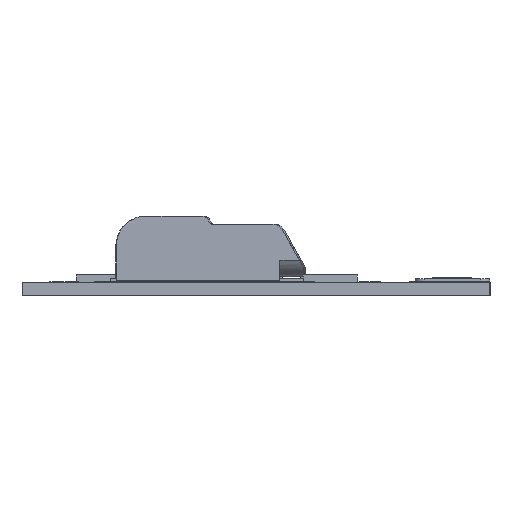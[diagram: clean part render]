
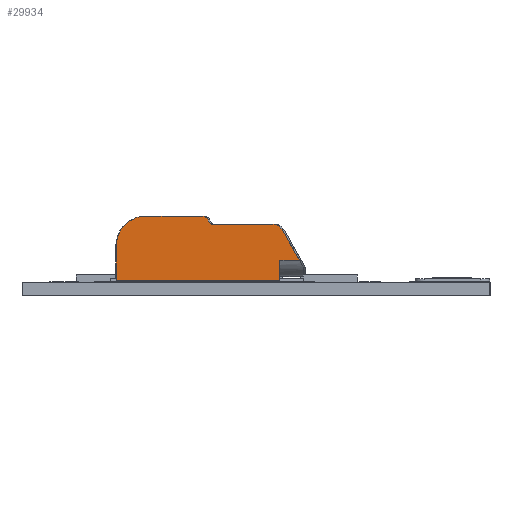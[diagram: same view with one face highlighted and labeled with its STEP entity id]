
A CAD part, left-side view. The second image highlights one B-rep face of the part: STEP entity #29934.
In plain terms, the highlighted face is planar.
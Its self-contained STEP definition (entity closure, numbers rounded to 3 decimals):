
#2619=PLANE('',#31217);
#4148=FACE_OUTER_BOUND('',#5896,.T.);
#5896=EDGE_LOOP('',(#26768,#26769,#26770,#26771,#26772,#26773,#26774,#26775,
#26776,#26777,#26778,#26779));
#6052=CIRCLE('',#31192,0.2);
#6053=CIRCLE('',#31195,0.5);
#6063=CIRCLE('',#31218,0.75);
#6064=CIRCLE('',#31219,2.);
#9010=LINE('',#50299,#12032);
#9048=LINE('',#50427,#12070);
#9054=LINE('',#50440,#12076);
#9057=LINE('',#50448,#12079);
#9064=LINE('',#50513,#12086);
#9073=LINE('',#50536,#12095);
#9074=LINE('',#50538,#12096);
#9075=LINE('',#50541,#12097);
#12032=VECTOR('',#36612,2.35);
#12070=VECTOR('',#36718,4.085);
#12076=VECTOR('',#36730,0.231);
#12079=VECTOR('',#36739,3.794);
#12086=VECTOR('',#36774,1.339);
#12095=VECTOR('',#36797,1.364);
#12096=VECTOR('',#36798,2.379);
#12097=VECTOR('',#36803,11.1);
#14732=VERTEX_POINT('',#50296);
#14733=VERTEX_POINT('',#50298);
#14768=VERTEX_POINT('',#50424);
#14769=VERTEX_POINT('',#50426);
#14772=VERTEX_POINT('',#50434);
#14773=VERTEX_POINT('',#50438);
#14774=VERTEX_POINT('',#50442);
#14775=VERTEX_POINT('',#50446);
#14790=VERTEX_POINT('',#50510);
#14791=VERTEX_POINT('',#50512);
#14798=VERTEX_POINT('',#50535);
#14799=VERTEX_POINT('',#50537);
#18701=EDGE_CURVE('',#14732,#14733,#9010,.T.);
#18756=EDGE_CURVE('',#14768,#14769,#9048,.T.);
#18761=EDGE_CURVE('',#14772,#14768,#6052,.T.);
#18763=EDGE_CURVE('',#14773,#14772,#9054,.T.);
#18765=EDGE_CURVE('',#14774,#14773,#6053,.T.);
#18767=EDGE_CURVE('',#14775,#14774,#9057,.T.);
#18786=EDGE_CURVE('',#14791,#14790,#9064,.T.);
#18799=EDGE_CURVE('',#14791,#14798,#9073,.T.);
#18800=EDGE_CURVE('',#14799,#14790,#9074,.T.);
#18801=EDGE_CURVE('',#14769,#14799,#6063,.T.);
#18802=EDGE_CURVE('',#14733,#14775,#6064,.T.);
#18803=EDGE_CURVE('',#14798,#14732,#9075,.T.);
#26768=ORIENTED_EDGE('',*,*,#18799,.F.);
#26769=ORIENTED_EDGE('',*,*,#18786,.T.);
#26770=ORIENTED_EDGE('',*,*,#18800,.F.);
#26771=ORIENTED_EDGE('',*,*,#18801,.F.);
#26772=ORIENTED_EDGE('',*,*,#18756,.F.);
#26773=ORIENTED_EDGE('',*,*,#18761,.F.);
#26774=ORIENTED_EDGE('',*,*,#18763,.F.);
#26775=ORIENTED_EDGE('',*,*,#18765,.F.);
#26776=ORIENTED_EDGE('',*,*,#18767,.F.);
#26777=ORIENTED_EDGE('',*,*,#18802,.F.);
#26778=ORIENTED_EDGE('',*,*,#18701,.F.);
#26779=ORIENTED_EDGE('',*,*,#18803,.F.);
#29934=ADVANCED_FACE('',(#4148),#2619,.T.);
#31192=AXIS2_PLACEMENT_3D('',#50436,#36725,#36726);
#31195=AXIS2_PLACEMENT_3D('',#50444,#36734,#36735);
#31217=AXIS2_PLACEMENT_3D('',#50534,#36795,#36796);
#31218=AXIS2_PLACEMENT_3D('',#50539,#36799,#36800);
#31219=AXIS2_PLACEMENT_3D('',#50540,#36801,#36802);
#36612=DIRECTION('',(0.,1.,0.));
#36718=DIRECTION('',(1.,0.,0.));
#36725=DIRECTION('center_axis',(0.,0.,1.));
#36726=DIRECTION('ref_axis',(0.866,0.5,0.));
#36730=DIRECTION('',(0.5,-0.866,0.));
#36734=DIRECTION('center_axis',(0.,0.,-1.));
#36735=DIRECTION('ref_axis',(0.866,0.5,0.));
#36739=DIRECTION('',(1.,0.,0.));
#36774=DIRECTION('',(1.,0.,0.));
#36795=DIRECTION('center_axis',(0.,0.,1.));
#36796=DIRECTION('ref_axis',(1.,0.,0.));
#36797=DIRECTION('',(0.,-1.,0.));
#36798=DIRECTION('',(0.5,-0.866,0.));
#36799=DIRECTION('center_axis',(0.,0.,-1.));
#36800=DIRECTION('ref_axis',(0.866,0.5,0.));
#36801=DIRECTION('center_axis',(0.,0.,-1.));
#36802=DIRECTION('ref_axis',(0.,1.,0.));
#36803=DIRECTION('',(-1.,0.,0.));
#50296=CARTESIAN_POINT('',(-12.7,0.,3.9));
#50298=CARTESIAN_POINT('',(-12.7,2.35,3.9));
#50299=CARTESIAN_POINT('',(-12.7,2.35,3.9));
#50424=CARTESIAN_POINT('',(-6.185,3.8,3.9));
#50426=CARTESIAN_POINT('',(-2.1,3.8,3.9));
#50427=CARTESIAN_POINT('',(-2.1,3.8,3.9));
#50434=CARTESIAN_POINT('',(-6.358,3.9,3.9));
#50436=CARTESIAN_POINT('Origin',(-6.185,4.,3.9));
#50438=CARTESIAN_POINT('',(-6.473,4.1,3.9));
#50440=CARTESIAN_POINT('',(-6.358,3.9,3.9));
#50442=CARTESIAN_POINT('',(-6.906,4.35,3.9));
#50444=CARTESIAN_POINT('Origin',(-6.906,3.85,3.9));
#50446=CARTESIAN_POINT('',(-10.7,4.35,3.9));
#50448=CARTESIAN_POINT('',(-6.906,4.35,3.9));
#50510=CARTESIAN_POINT('',(-0.261,1.364,3.9));
#50512=CARTESIAN_POINT('',(-1.6,1.364,3.9));
#50513=CARTESIAN_POINT('',(0.,1.364,3.9));
#50534=CARTESIAN_POINT('Origin',(-6.593,1.898,3.9));
#50535=CARTESIAN_POINT('',(-1.6,0.,3.9));
#50536=CARTESIAN_POINT('',(-1.6,0.,3.9));
#50537=CARTESIAN_POINT('',(-1.45,3.425,3.9));
#50538=CARTESIAN_POINT('',(-0.1,1.087,3.9));
#50539=CARTESIAN_POINT('Origin',(-2.1,3.05,3.9));
#50540=CARTESIAN_POINT('Origin',(-10.7,2.35,3.9));
#50541=CARTESIAN_POINT('',(-12.7,0.,3.9));
